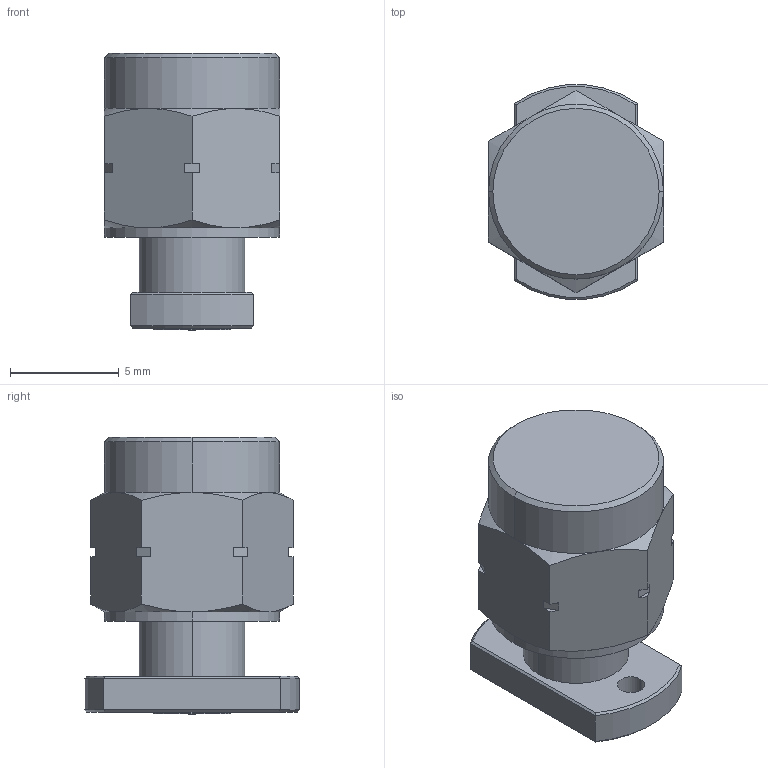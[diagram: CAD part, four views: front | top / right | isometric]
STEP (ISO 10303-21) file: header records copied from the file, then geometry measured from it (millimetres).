
FILE_DESCRIPTION (( 'STEP AP203' ), '1' );
FILE_NAME ('PE45690_3D.STEP', '2021-07-15T12:59:27', ( '' ), ( '' ), 'SwSTEP 2.0', 'SolidWorks 2020', '' );
FILE_SCHEMA (( 'CONFIG_CONTROL_DESIGN' ));
Length unit declared in the file: millimetre
Products named in the file (1): PE45690_3D
Bounding box: 8.05 x 9.86 x 12.75 mm (x, y, z)
Volume: 585.8 mm3; surface area: 494 mm2
Topology: 1 solids, 1 shells, 76 faces, 178 edges, 110 vertices
Faces by surface type: plane 38, cylinder 20, cone 18
Entity records: 2297 total; most frequent: CARTESIAN_POINT 493, ORIENTED_EDGE 356, DIRECTION 354, EDGE_CURVE 178, AXIS2_PLACEMENT_3D 131, VERTEX_POINT 110, VECTOR 92, LINE 92
